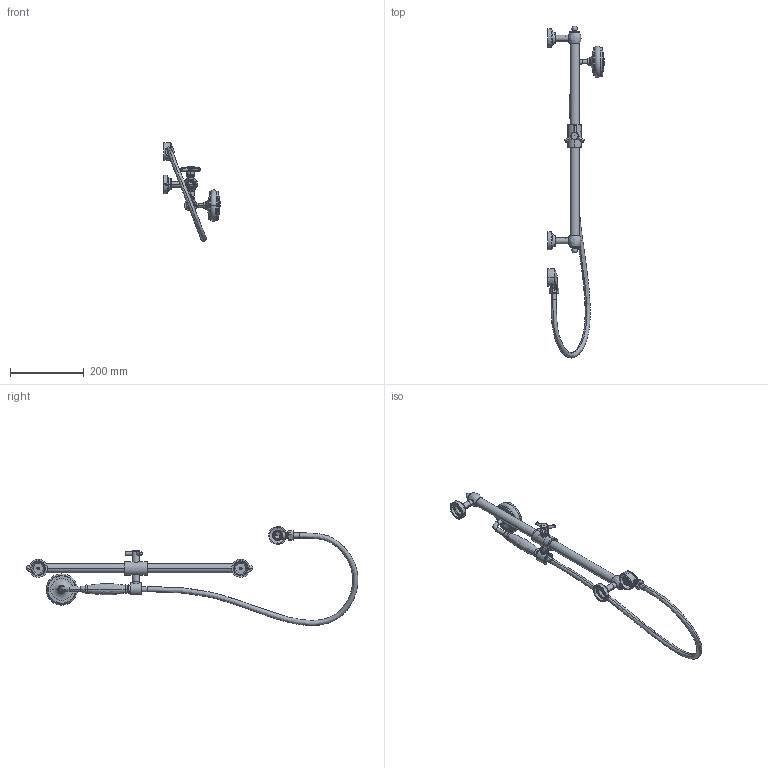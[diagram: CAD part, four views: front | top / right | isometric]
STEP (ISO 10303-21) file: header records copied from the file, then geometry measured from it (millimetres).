
FILE_DESCRIPTION((''),'2;1');
FILE_NAME('1C6005_ASM_ASM','2023-06-20T',('Administrator'),(''),'PRO/ENGINEER BY PARAMETRIC TECHNOLOGY CORPORATION, 2010280','PRO/ENGINEER BY PARAMETRIC TECHNOLOGY CORPORATION, 2010280','');
FILE_SCHEMA(('CONFIG_CONTROL_DESIGN'));
Length unit declared in the file: millimetre
Products named in the file (33): 2C6005-34CP_9; 2C6005-32-01NT_5; 2C6005-32-02NT_6; 2C6005-32CP_ASM_3_ASM; 2C6005-33CP_7; 2C6005-31CP_14; 3LS1001NT_2; 2C6005-51NT_4; 2C6005-39CP_AF0_34; 2C6005-38NT_AF0_7; 2C6005-47NT_AF0_2; 2C6005-37NT_AF0_7; 2C6005-36CP_AF0_9; 2C6005-35CP_AF0_6; 2C6005-35CP_AF1_6; 2C6005-35CP_AF2_6; 2C6005-42CP_AF0_8; 2C6005-46NT_AF0_5; 2C6005-40-01NT_AF1_17; 2C6005-40-02NT_AF1_6; 2C6005-40CP_AF1_ASM_6_ASM; 2C6005-45NT_AF0_4; 3LS1001NT_AF0_2; 2C6005-44NT_AF0_7; 2C6005-44NT_AF1_7; Z0123_AF2_2; 3LS1012NT_3; CA_ASM_20_ASM; 2C6005-41CP_10; 2E7012-36CP_9; 2C6005-43CP_10; 1C6005_ASM_26_ASM; 1C6005_ASM_ASM
Assembly tree (39 placements, depth 5):
  1C6005_ASM_ASM
    1C6005_ASM_26_ASM
      2C6005-34CP_9
      2C6005-32CP_ASM_3_ASM  x2
        2C6005-32-01NT_5
        2C6005-32-02NT_6
      2C6005-33CP_7  x2
      2C6005-31CP_14  x2
      3LS1001NT_2  x4
      2C6005-51NT_4  x2
      CA_ASM_20_ASM
        2C6005-39CP_AF0_34
        2C6005-38NT_AF0_7
        2C6005-47NT_AF0_2
        2C6005-37NT_AF0_7
        2C6005-36CP_AF0_9
        2C6005-35CP_AF0_6
        2C6005-35CP_AF1_6
        2C6005-35CP_AF2_6
        2C6005-42CP_AF0_8
        2C6005-46NT_AF0_5
        2C6005-40CP_AF1_ASM_6_ASM
          2C6005-40-01NT_AF1_17
          2C6005-40-02NT_AF1_6
        2C6005-45NT_AF0_4
        3LS1001NT_AF0_2
        2C6005-44NT_AF0_7
        2C6005-44NT_AF1_7
        Z0123_AF2_2
        3LS1012NT_3
      2C6005-41CP_10
      2E7012-36CP_9
      2C6005-43CP_10
Bounding box: 152.42 x 901.23 x 268.46 mm (x, y, z)
Volume: 534206.5 mm3; surface area: 273975.7 mm2
Topology: 36 solids, 36 shells, 1600 faces, 4690 edges, 3223 vertices
Faces by surface type: cylinder 610, bspline 374, plane 261, cone 248, torus 89, sphere 18
Entity records: 94106 total; most frequent: CARTESIAN_POINT 62765, ORIENTED_EDGE 7370, DIRECTION 5065, EDGE_CURVE 3685, VERTEX_POINT 2533, AXIS2_PLACEMENT_3D 2072, B_SPLINE_CURVE_WITH_KNOTS 1796, EDGE_LOOP 1426
